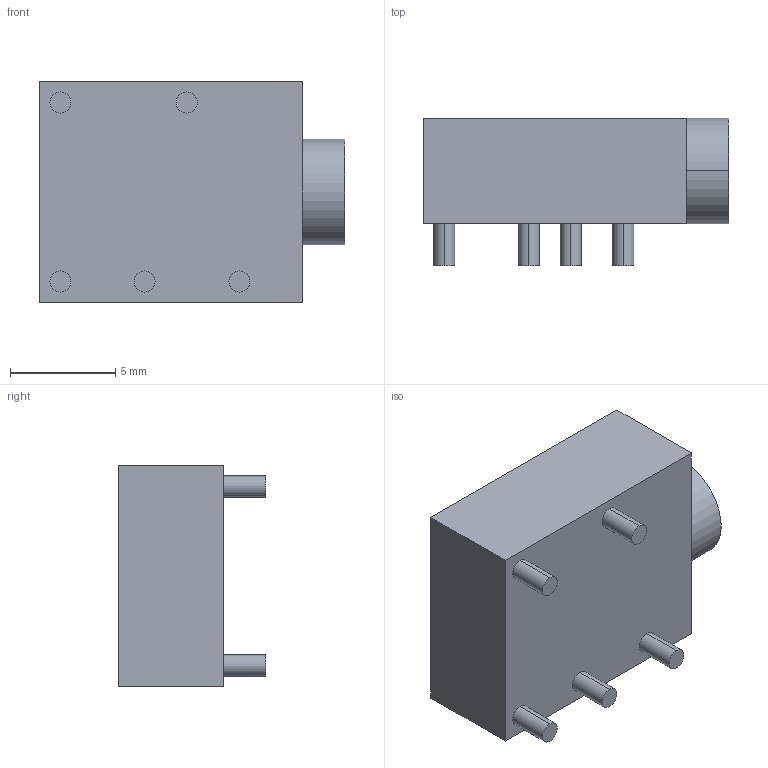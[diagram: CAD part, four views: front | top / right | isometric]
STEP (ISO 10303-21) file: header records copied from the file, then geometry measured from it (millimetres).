
FILE_DESCRIPTION (( 'STEP AP214' ), '1' );
FILE_NAME ('User Library-STEREO JACK.STEP', '2020-02-19T07:48:13', ( '' ), ( '' ), 'SwSTEP 2.0', 'SolidWorks 2019', '' );
FILE_SCHEMA (( 'AUTOMOTIVE_DESIGN' ));
Length unit declared in the file: millimetre
Products named in the file (1): User Library-STEREO JACK
Bounding box: 14.5 x 7 x 10.5 mm (x, y, z)
Volume: 682.2 mm3; surface area: 586.6 mm2
Topology: 1 solids, 1 shells, 95 faces, 238 edges, 158 vertices
Faces by surface type: plane 57, bspline 24, cylinder 14
Entity records: 4135 total; most frequent: CARTESIAN_POINT 1636, ORIENTED_EDGE 476, DIRECTION 364, EDGE_CURVE 238, LINE 160, VECTOR 160, VERTEX_POINT 158, EDGE_LOOP 108
